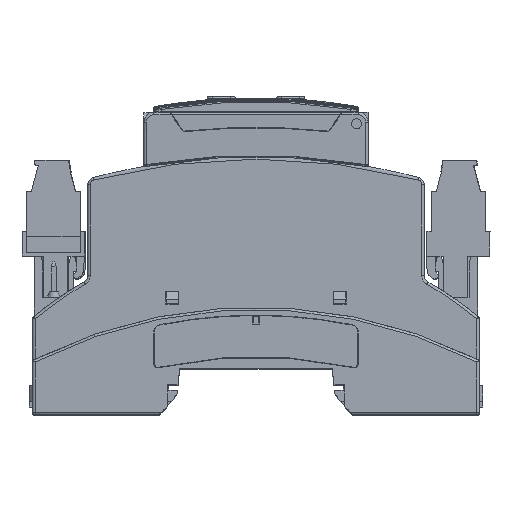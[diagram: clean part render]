
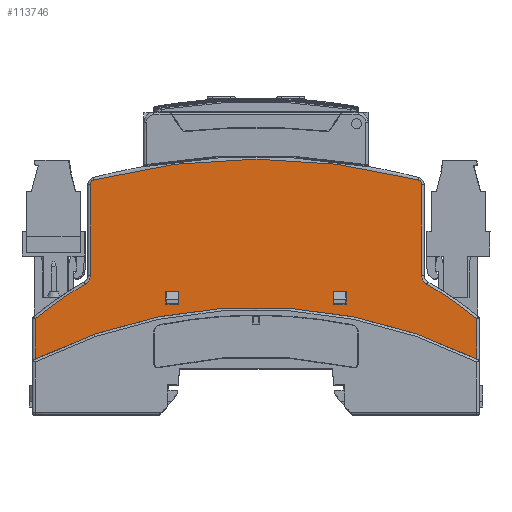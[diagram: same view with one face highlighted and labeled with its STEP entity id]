
A CAD part, top view. The second image highlights one B-rep face of the part: STEP entity #113746.
In plain terms, the highlighted planar face has unit normal (0, 0, 1).
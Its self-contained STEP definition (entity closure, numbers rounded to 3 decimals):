
#565=FACE_BOUND('',#39584,.T.);
#566=FACE_BOUND('',#39585,.T.);
#2410=CIRCLE('',#120082,99.5);
#2457=CIRCLE('',#120224,2.);
#2463=CIRCLE('',#120250,1.);
#2468=CIRCLE('',#120257,69.5);
#2491=CIRCLE('',#120329,69.5);
#2521=CIRCLE('',#120473,129.2);
#2531=CIRCLE('',#120505,1.);
#2532=CIRCLE('',#120517,2.);
#11203=LINE('',#187511,#24243);
#11214=LINE('',#187548,#24254);
#11433=LINE('',#188083,#24473);
#11527=LINE('',#188478,#24567);
#11531=LINE('',#188486,#24571);
#11536=LINE('',#188496,#24576);
#11539=LINE('',#188503,#24579);
#11547=LINE('',#188518,#24587);
#11548=LINE('',#188521,#24588);
#11551=LINE('',#188526,#24591);
#11553=LINE('',#188530,#24593);
#11555=LINE('',#188533,#24595);
#24243=VECTOR('',#138369,1.);
#24254=VECTOR('',#138412,1.);
#24473=VECTOR('',#138921,1.);
#24567=VECTOR('',#139203,1.);
#24571=VECTOR('',#139209,1.);
#24576=VECTOR('',#139216,1.);
#24579=VECTOR('',#139221,1.);
#24587=VECTOR('',#139231,1.);
#24588=VECTOR('',#139234,1.);
#24591=VECTOR('',#139239,1.);
#24593=VECTOR('',#139245,1.);
#24595=VECTOR('',#139249,1.);
#33666=FACE_OUTER_BOUND('',#39583,.T.);
#39583=EDGE_LOOP('',(#85486,#85487,#85488,#85489,#85490,#85491,#85492,#85493,
#85494,#85495,#85496,#85497));
#39584=EDGE_LOOP('',(#85498,#85499,#85500,#85501));
#39585=EDGE_LOOP('',(#85502,#85503,#85504,#85505));
#47989=VERTEX_POINT('',#184887);
#48605=VERTEX_POINT('',#186596);
#48606=VERTEX_POINT('',#186646);
#48775=VERTEX_POINT('',#187417);
#48776=VERTEX_POINT('',#187419);
#48800=VERTEX_POINT('',#187504);
#48801=VERTEX_POINT('',#187506);
#48802=VERTEX_POINT('',#187510);
#48805=VERTEX_POINT('',#187517);
#48806=VERTEX_POINT('',#187519);
#48812=VERTEX_POINT('',#187547);
#48995=VERTEX_POINT('',#188411);
#49004=VERTEX_POINT('',#188476);
#49005=VERTEX_POINT('',#188477);
#49008=VERTEX_POINT('',#188485);
#49012=VERTEX_POINT('',#188495);
#49014=VERTEX_POINT('',#188501);
#49015=VERTEX_POINT('',#188502);
#49021=VERTEX_POINT('',#188516);
#49022=VERTEX_POINT('',#188520);
#61294=EDGE_CURVE('',#48605,#48606,#2410,.T.);
#61574=EDGE_CURVE('',#48775,#48776,#2457,.T.);
#61616=EDGE_CURVE('',#48801,#48800,#2463,.T.);
#61618=EDGE_CURVE('',#48801,#48802,#11203,.T.);
#61622=EDGE_CURVE('',#48805,#48806,#2468,.T.);
#61636=EDGE_CURVE('',#48812,#48776,#11214,.T.);
#61750=EDGE_CURVE('',#48775,#47989,#2491,.T.);
#61886=EDGE_CURVE('',#47989,#48606,#11433,.T.);
#61984=EDGE_CURVE('',#48995,#48800,#2521,.T.);
#62013=EDGE_CURVE('',#48995,#48812,#2531,.T.);
#62016=EDGE_CURVE('',#49004,#49005,#11527,.T.);
#62020=EDGE_CURVE('',#49005,#49008,#11531,.T.);
#62025=EDGE_CURVE('',#49008,#49012,#11536,.T.);
#62028=EDGE_CURVE('',#49014,#49015,#11539,.T.);
#62036=EDGE_CURVE('',#49021,#49014,#11547,.T.);
#62037=EDGE_CURVE('',#49022,#49021,#11548,.T.);
#62040=EDGE_CURVE('',#49015,#49022,#11551,.T.);
#62042=EDGE_CURVE('',#49012,#49004,#11553,.T.);
#62044=EDGE_CURVE('',#48806,#48605,#11555,.T.);
#62045=EDGE_CURVE('',#48805,#48802,#2532,.T.);
#85486=ORIENTED_EDGE('',*,*,#61984,.F.);
#85487=ORIENTED_EDGE('',*,*,#62013,.T.);
#85488=ORIENTED_EDGE('',*,*,#61636,.T.);
#85489=ORIENTED_EDGE('',*,*,#61574,.F.);
#85490=ORIENTED_EDGE('',*,*,#61750,.T.);
#85491=ORIENTED_EDGE('',*,*,#61886,.T.);
#85492=ORIENTED_EDGE('',*,*,#61294,.F.);
#85493=ORIENTED_EDGE('',*,*,#62044,.F.);
#85494=ORIENTED_EDGE('',*,*,#61622,.F.);
#85495=ORIENTED_EDGE('',*,*,#62045,.T.);
#85496=ORIENTED_EDGE('',*,*,#61618,.F.);
#85497=ORIENTED_EDGE('',*,*,#61616,.T.);
#85498=ORIENTED_EDGE('',*,*,#62025,.F.);
#85499=ORIENTED_EDGE('',*,*,#62020,.F.);
#85500=ORIENTED_EDGE('',*,*,#62016,.F.);
#85501=ORIENTED_EDGE('',*,*,#62042,.F.);
#85502=ORIENTED_EDGE('',*,*,#62040,.F.);
#85503=ORIENTED_EDGE('',*,*,#62028,.F.);
#85504=ORIENTED_EDGE('',*,*,#62036,.F.);
#85505=ORIENTED_EDGE('',*,*,#62037,.F.);
#102898=PLANE('',#120516);
#113746=ADVANCED_FACE('',(#33666,#565,#566),#102898,.F.);
#120082=AXIS2_PLACEMENT_3D('',#186647,#137770,#137771);
#120224=AXIS2_PLACEMENT_3D('',#187420,#138275,#138276);
#120250=AXIS2_PLACEMENT_3D('',#187507,#138363,#138364);
#120257=AXIS2_PLACEMENT_3D('',#187520,#138378,#138379);
#120329=AXIS2_PLACEMENT_3D('',#187770,#138627,#138628);
#120473=AXIS2_PLACEMENT_3D('',#188412,#139112,#139113);
#120505=AXIS2_PLACEMENT_3D('',#188470,#139195,#139196);
#120516=AXIS2_PLACEMENT_3D('',#188532,#139247,#139248);
#120517=AXIS2_PLACEMENT_3D('',#188534,#139250,#139251);
#137770=DIRECTION('center_axis',(0.,0.,
1.));
#137771=DIRECTION('ref_axis',(1.,0.,0.));
#138275=DIRECTION('center_axis',(0.,0.,
1.));
#138276=DIRECTION('ref_axis',(0.,1.,0.));
#138363=DIRECTION('center_axis',(0.,0.,
1.));
#138364=DIRECTION('ref_axis',(-1.,0.,0.));
#138369=DIRECTION('',(0.,-1.,0.));
#138378=DIRECTION('center_axis',(0.,0.,
-1.));
#138379=DIRECTION('ref_axis',(0.,-1.,0.));
#138412=DIRECTION('',(0.,-1.,0.));
#138627=DIRECTION('center_axis',(0.,0.,
1.));
#138628=DIRECTION('ref_axis',(0.,1.,0.));
#138921=DIRECTION('',(0.,-1.,0.));
#139112=DIRECTION('center_axis',(0.,0.,
-1.));
#139113=DIRECTION('ref_axis',(1.,0.,0.));
#139195=DIRECTION('center_axis',(0.,0.,
1.));
#139196=DIRECTION('ref_axis',(-1.,0.,0.));
#139203=DIRECTION('',(0.,1.,0.));
#139209=DIRECTION('',(-1.,0.,0.));
#139216=DIRECTION('',(0.,-1.,0.));
#139221=DIRECTION('',(0.,-1.,0.));
#139231=DIRECTION('',(-1.,0.,0.));
#139234=DIRECTION('',(0.,1.,0.));
#139239=DIRECTION('',(1.,0.,0.));
#139245=DIRECTION('',(1.,0.,0.));
#139247=DIRECTION('center_axis',(0.,0.,
-1.));
#139248=DIRECTION('ref_axis',(-1.,0.,0.));
#139249=DIRECTION('',(0.,-1.,0.));
#139250=DIRECTION('center_axis',(0.,0.,
-1.));
#139251=DIRECTION('ref_axis',(0.,-1.,0.));
#184887=CARTESIAN_POINT('',(-44.35,13.26,71.8));
#186596=CARTESIAN_POINT('',(44.35,5.169,71.8));
#186646=CARTESIAN_POINT('',(-44.35,5.169,71.8));
#186647=CARTESIAN_POINT('Origin',(0.,-83.9,
71.8));
#187417=CARTESIAN_POINT('',(-34.264,20.217,71.8));
#187419=CARTESIAN_POINT('',(-33.25,21.957,71.8));
#187420=CARTESIAN_POINT('Origin',(-35.25,21.957,71.8));
#187504=CARTESIAN_POINT('',(32.502,41.145,71.8));
#187506=CARTESIAN_POINT('',(33.25,40.177,71.8));
#187507=CARTESIAN_POINT('Origin',(32.25,40.177,71.8));
#187510=CARTESIAN_POINT('',(33.25,21.957,71.8));
#187511=CARTESIAN_POINT('',(33.25,-2.3,71.8));
#187517=CARTESIAN_POINT('',(34.264,20.217,71.8));
#187519=CARTESIAN_POINT('',(44.35,13.26,71.8));
#187520=CARTESIAN_POINT('Origin',(0.,-40.25,
71.8));
#187547=CARTESIAN_POINT('',(-33.25,40.177,71.8));
#187548=CARTESIAN_POINT('',(-33.25,-2.3,71.8));
#187770=CARTESIAN_POINT('Origin',(0.,-40.25,
71.8));
#188083=CARTESIAN_POINT('',(-44.35,37.989,71.8));
#188411=CARTESIAN_POINT('',(-32.502,41.145,71.8));
#188412=CARTESIAN_POINT('Origin',(0.,-83.9,71.8));
#188470=CARTESIAN_POINT('Origin',(-32.25,40.177,71.8));
#188476=CARTESIAN_POINT('',(18.1,16.2,71.8));
#188477=CARTESIAN_POINT('',(18.1,18.8,71.8));
#188478=CARTESIAN_POINT('',(18.1,-1.5,71.8));
#188485=CARTESIAN_POINT('',(15.5,18.8,71.8));
#188486=CARTESIAN_POINT('',(-5.65,18.8,71.8));
#188495=CARTESIAN_POINT('',(15.5,16.2,71.8));
#188496=CARTESIAN_POINT('',(15.5,-1.5,71.8));
#188501=CARTESIAN_POINT('',(-18.1,18.8,71.8));
#188502=CARTESIAN_POINT('',(-18.1,16.2,71.8));
#188503=CARTESIAN_POINT('',(-18.1,-1.5,71.8));
#188516=CARTESIAN_POINT('',(-15.5,18.8,71.8));
#188518=CARTESIAN_POINT('',(-5.65,18.8,71.8));
#188520=CARTESIAN_POINT('',(-15.5,16.2,71.8));
#188521=CARTESIAN_POINT('',(-15.5,-1.5,71.8));
#188526=CARTESIAN_POINT('',(-5.65,16.2,71.8));
#188530=CARTESIAN_POINT('',(-5.65,16.2,71.8));
#188532=CARTESIAN_POINT('Origin',(18.346,37.989,71.8));
#188533=CARTESIAN_POINT('',(44.35,-2.3,71.8));
#188534=CARTESIAN_POINT('Origin',(35.25,21.957,71.8));
